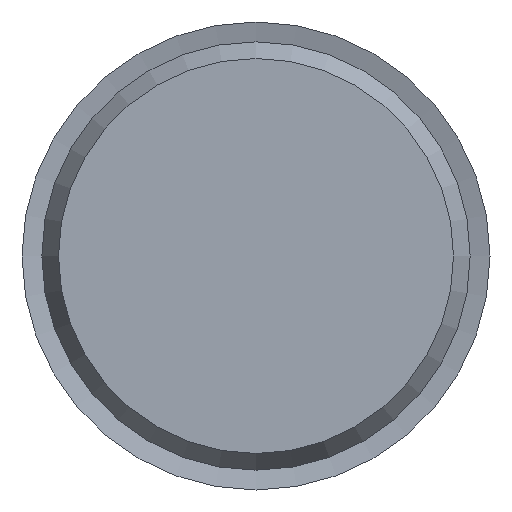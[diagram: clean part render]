
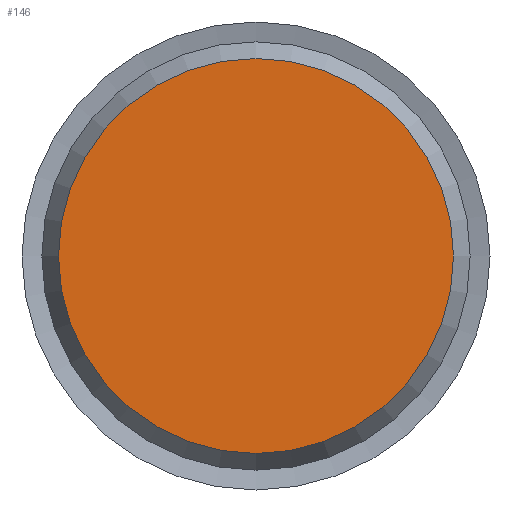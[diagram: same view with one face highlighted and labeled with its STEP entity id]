
A CAD part, front view. The second image highlights one B-rep face of the part: STEP entity #146.
In plain terms, the highlighted planar face has unit normal (0, -1, 0).
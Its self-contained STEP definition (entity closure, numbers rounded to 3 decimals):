
#28 = AXIS2_PLACEMENT_3D ( 'NONE', #247, #250, #106 ) ;
#38 = DIRECTION ( 'NONE',  ( 0., 0., -1. ) ) ;
#64 = CARTESIAN_POINT ( 'NONE',  ( 0., 0., -12.45 ) ) ;
#72 = FACE_OUTER_BOUND ( 'NONE', #442, .T. ) ;
#74 = CARTESIAN_POINT ( 'NONE',  ( 0., 0., 0. ) ) ;
#84 = ORIENTED_EDGE ( 'NONE', *, *, #193, .T. ) ;
#106 = DIRECTION ( 'NONE',  ( 1., 0., 0. ) ) ;
#108 = DIRECTION ( 'NONE',  ( 0., -1., 0. ) ) ;
#124 = CIRCLE ( 'NONE', #397, 12.45 ) ;
#146 = ADVANCED_FACE ( 'NONE', ( #72 ), #354, .F. ) ;
#193 = EDGE_CURVE ( 'NONE', #458, #458, #124, .T. ) ;
#247 = CARTESIAN_POINT ( 'NONE',  ( -12.45, 0., 0. ) ) ;
#250 = DIRECTION ( 'NONE',  ( 0., 1., 0. ) ) ;
#354 = PLANE ( 'NONE',  #28 ) ;
#397 = AXIS2_PLACEMENT_3D ( 'NONE', #74, #108, #38 ) ;
#442 = EDGE_LOOP ( 'NONE', ( #84 ) ) ;
#458 = VERTEX_POINT ( 'NONE', #64 ) ;
